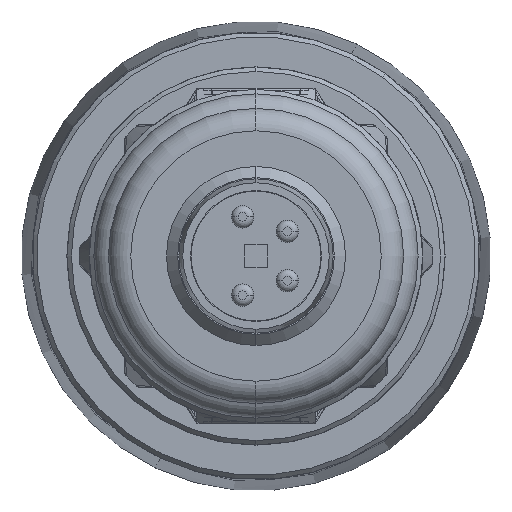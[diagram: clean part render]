
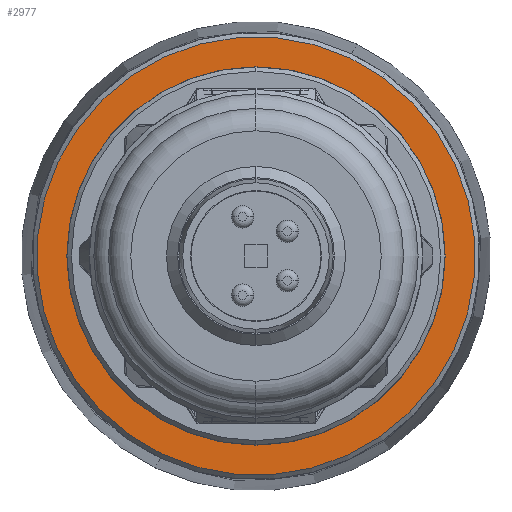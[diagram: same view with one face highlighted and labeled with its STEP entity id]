
A CAD part, left-side view. The second image highlights one B-rep face of the part: STEP entity #2977.
In plain terms, the highlighted planar face has unit normal (-1, 0, 0).
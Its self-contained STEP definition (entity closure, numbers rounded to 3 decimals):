
#2977=ADVANCED_FACE('NONE',(#6076,#6077),#6078,.T.);
#6076=FACE_OUTER_BOUND('',#13925,.T.);
#6077=FACE_BOUND('',#13926,.T.);
#6078=PLANE('',#13927);
#13925=EDGE_LOOP('',(#22750,#22751));
#13926=EDGE_LOOP('',(#22752,#22753));
#13927=AXIS2_PLACEMENT_3D('',#22754,#22755,#22756);
#22750=ORIENTED_EDGE('',*,*,#26869,.T.);
#22751=ORIENTED_EDGE('',*,*,#26817,.T.);
#22752=ORIENTED_EDGE('',*,*,#26845,.F.);
#22753=ORIENTED_EDGE('',*,*,#26867,.F.);
#22754=CARTESIAN_POINT('',(120.0,-4.69,-3.327));
#22755=DIRECTION('',(-1.0,0.0,0.));
#22756=DIRECTION('',(0.0,1.0,0.0));
#26817=EDGE_CURVE('NONE',#31822,#31823,#31824,.T.);
#26845=EDGE_CURVE('NONE',#31870,#31871,#31872,.T.);
#26867=EDGE_CURVE('NONE',#31871,#31870,#31900,.T.);
#26869=EDGE_CURVE('NONE',#31823,#31822,#31902,.T.);
#31822=VERTEX_POINT('NONE',#42268);
#31823=VERTEX_POINT('NONE',#42269);
#31824=CIRCLE('',#42270,9.8);
#31870=VERTEX_POINT('NONE',#42326);
#31871=VERTEX_POINT('NONE',#42327);
#31872=CIRCLE('',#42328,5.75);
#31900=CIRCLE('',#42362,5.75);
#31902=CIRCLE('',#42364,9.8);
#42268=CARTESIAN_POINT('',(120.0,5.671,-7.993));
#42269=CARTESIAN_POINT('',(120.0,-5.671,7.993));
#42270=AXIS2_PLACEMENT_3D('',#47020,#47021,#47022);
#42326=CARTESIAN_POINT('',(120.0,3.327,-4.69));
#42327=CARTESIAN_POINT('',(120.0,-3.327,4.69));
#42328=AXIS2_PLACEMENT_3D('',#47066,#47067,#47068);
#42362=AXIS2_PLACEMENT_3D('',#47102,#47103,#47104);
#42364=AXIS2_PLACEMENT_3D('',#47105,#47106,#47107);
#47020=CARTESIAN_POINT('',(120.0,0.,0.));
#47021=DIRECTION('',(-1.0,0.,0.));
#47022=DIRECTION('',(0.,0.579,-0.816));
#47066=CARTESIAN_POINT('',(120.0,0.,0.));
#47067=DIRECTION('',(-1.0,0.0,0.));
#47068=DIRECTION('',(0.,0.579,-0.816));
#47102=CARTESIAN_POINT('',(120.0,0.,0.));
#47103=DIRECTION('',(-1.0,0.0,0.));
#47104=DIRECTION('',(0.,0.579,-0.816));
#47105=CARTESIAN_POINT('',(120.0,0.,0.));
#47106=DIRECTION('',(-1.0,0.,0.));
#47107=DIRECTION('',(0.,0.579,-0.816));
